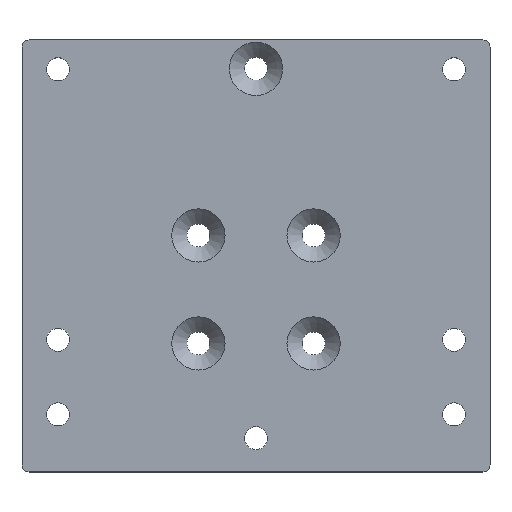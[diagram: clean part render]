
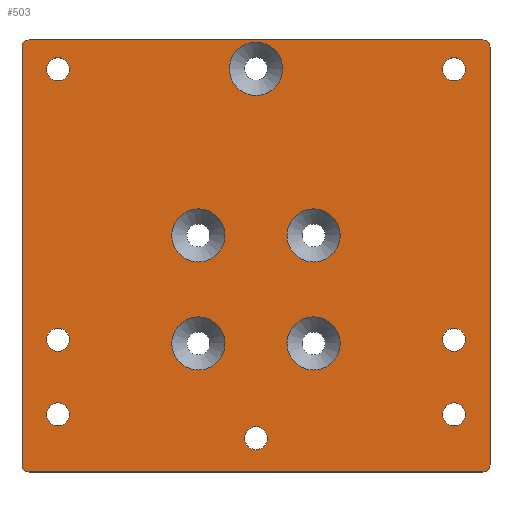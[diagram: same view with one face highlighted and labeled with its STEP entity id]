
A CAD part, top view. The second image highlights one B-rep face of the part: STEP entity #503.
In plain terms, the highlighted planar face has unit normal (0, 0, 1).
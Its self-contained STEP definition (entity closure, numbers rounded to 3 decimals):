
#31=FACE_BOUND('',#90,.T.);
#32=FACE_BOUND('',#91,.T.);
#33=FACE_BOUND('',#92,.T.);
#34=FACE_BOUND('',#93,.T.);
#35=FACE_BOUND('',#94,.T.);
#36=FACE_BOUND('',#95,.T.);
#37=FACE_BOUND('',#96,.T.);
#38=FACE_BOUND('',#97,.T.);
#39=FACE_BOUND('',#98,.T.);
#40=FACE_BOUND('',#99,.T.);
#41=FACE_BOUND('',#100,.T.);
#42=FACE_BOUND('',#101,.T.);
#55=PLANE('',#546);
#62=FACE_OUTER_BOUND('',#89,.T.);
#89=EDGE_LOOP('',(#361,#362,#363,#364,#365,#366,#367,#368));
#90=EDGE_LOOP('',(#369));
#91=EDGE_LOOP('',(#370));
#92=EDGE_LOOP('',(#371));
#93=EDGE_LOOP('',(#372));
#94=EDGE_LOOP('',(#373));
#95=EDGE_LOOP('',(#374));
#96=EDGE_LOOP('',(#375));
#97=EDGE_LOOP('',(#376));
#98=EDGE_LOOP('',(#377));
#99=EDGE_LOOP('',(#378));
#100=EDGE_LOOP('',(#379));
#101=EDGE_LOOP('',(#380));
#140=LINE('',#782,#173);
#141=LINE('',#786,#174);
#142=LINE('',#790,#175);
#143=LINE('',#793,#176);
#173=VECTOR('',#620,10.);
#174=VECTOR('',#623,10.);
#175=VECTOR('',#626,10.);
#176=VECTOR('',#629,10.);
#205=CIRCLE('',#544,3.7);
#207=CIRCLE('',#547,1.);
#208=CIRCLE('',#548,1.);
#209=CIRCLE('',#549,1.);
#210=CIRCLE('',#550,1.);
#211=CIRCLE('',#551,3.7);
#212=CIRCLE('',#552,3.7);
#213=CIRCLE('',#553,1.6);
#214=CIRCLE('',#554,1.6);
#215=CIRCLE('',#555,1.6);
#216=CIRCLE('',#556,1.6);
#217=CIRCLE('',#557,1.6);
#218=CIRCLE('',#558,1.6);
#219=CIRCLE('',#559,1.6);
#220=CIRCLE('',#560,3.7);
#221=CIRCLE('',#561,3.7);
#242=VERTEX_POINT('',#772);
#244=VERTEX_POINT('',#778);
#245=VERTEX_POINT('',#779);
#246=VERTEX_POINT('',#781);
#247=VERTEX_POINT('',#783);
#248=VERTEX_POINT('',#785);
#249=VERTEX_POINT('',#787);
#250=VERTEX_POINT('',#789);
#251=VERTEX_POINT('',#791);
#252=VERTEX_POINT('',#794);
#253=VERTEX_POINT('',#796);
#254=VERTEX_POINT('',#798);
#255=VERTEX_POINT('',#800);
#256=VERTEX_POINT('',#802);
#257=VERTEX_POINT('',#804);
#258=VERTEX_POINT('',#806);
#259=VERTEX_POINT('',#808);
#260=VERTEX_POINT('',#810);
#261=VERTEX_POINT('',#812);
#262=VERTEX_POINT('',#814);
#287=EDGE_CURVE('',#242,#242,#205,.T.);
#290=EDGE_CURVE('',#244,#245,#207,.T.);
#291=EDGE_CURVE('',#244,#246,#140,.T.);
#292=EDGE_CURVE('',#247,#246,#208,.T.);
#293=EDGE_CURVE('',#247,#248,#141,.T.);
#294=EDGE_CURVE('',#249,#248,#209,.T.);
#295=EDGE_CURVE('',#249,#250,#142,.T.);
#296=EDGE_CURVE('',#251,#250,#210,.T.);
#297=EDGE_CURVE('',#251,#245,#143,.T.);
#298=EDGE_CURVE('',#252,#252,#211,.T.);
#299=EDGE_CURVE('',#253,#253,#212,.T.);
#300=EDGE_CURVE('',#254,#254,#213,.T.);
#301=EDGE_CURVE('',#255,#255,#214,.T.);
#302=EDGE_CURVE('',#256,#256,#215,.T.);
#303=EDGE_CURVE('',#257,#257,#216,.T.);
#304=EDGE_CURVE('',#258,#258,#217,.T.);
#305=EDGE_CURVE('',#259,#259,#218,.T.);
#306=EDGE_CURVE('',#260,#260,#219,.T.);
#307=EDGE_CURVE('',#261,#261,#220,.T.);
#308=EDGE_CURVE('',#262,#262,#221,.T.);
#361=ORIENTED_EDGE('',*,*,#290,.F.);
#362=ORIENTED_EDGE('',*,*,#291,.T.);
#363=ORIENTED_EDGE('',*,*,#292,.F.);
#364=ORIENTED_EDGE('',*,*,#293,.T.);
#365=ORIENTED_EDGE('',*,*,#294,.F.);
#366=ORIENTED_EDGE('',*,*,#295,.T.);
#367=ORIENTED_EDGE('',*,*,#296,.F.);
#368=ORIENTED_EDGE('',*,*,#297,.T.);
#369=ORIENTED_EDGE('',*,*,#298,.F.);
#370=ORIENTED_EDGE('',*,*,#299,.F.);
#371=ORIENTED_EDGE('',*,*,#300,.T.);
#372=ORIENTED_EDGE('',*,*,#301,.T.);
#373=ORIENTED_EDGE('',*,*,#302,.T.);
#374=ORIENTED_EDGE('',*,*,#303,.T.);
#375=ORIENTED_EDGE('',*,*,#304,.F.);
#376=ORIENTED_EDGE('',*,*,#305,.F.);
#377=ORIENTED_EDGE('',*,*,#306,.F.);
#378=ORIENTED_EDGE('',*,*,#307,.F.);
#379=ORIENTED_EDGE('',*,*,#308,.F.);
#380=ORIENTED_EDGE('',*,*,#287,.F.);
#503=ADVANCED_FACE('',(#62,#31,#32,#33,#34,#35,#36,#37,#38,#39,#40,#41,
#42),#55,.T.);
#544=AXIS2_PLACEMENT_3D('',#773,#611,#612);
#546=AXIS2_PLACEMENT_3D('',#777,#616,#617);
#547=AXIS2_PLACEMENT_3D('',#780,#618,#619);
#548=AXIS2_PLACEMENT_3D('',#784,#621,#622);
#549=AXIS2_PLACEMENT_3D('',#788,#624,#625);
#550=AXIS2_PLACEMENT_3D('',#792,#627,#628);
#551=AXIS2_PLACEMENT_3D('',#795,#630,#631);
#552=AXIS2_PLACEMENT_3D('',#797,#632,#633);
#553=AXIS2_PLACEMENT_3D('',#799,#634,#635);
#554=AXIS2_PLACEMENT_3D('',#801,#636,#637);
#555=AXIS2_PLACEMENT_3D('',#803,#638,#639);
#556=AXIS2_PLACEMENT_3D('',#805,#640,#641);
#557=AXIS2_PLACEMENT_3D('',#807,#642,#643);
#558=AXIS2_PLACEMENT_3D('',#809,#644,#645);
#559=AXIS2_PLACEMENT_3D('',#811,#646,#647);
#560=AXIS2_PLACEMENT_3D('',#813,#648,#649);
#561=AXIS2_PLACEMENT_3D('',#815,#650,#651);
#611=DIRECTION('center_axis',(0.,0.,1.));
#612=DIRECTION('ref_axis',(-1.,0.,0.));
#616=DIRECTION('center_axis',(0.,0.,1.));
#617=DIRECTION('ref_axis',(-1.,0.,0.));
#618=DIRECTION('center_axis',(0.,0.,-1.));
#619=DIRECTION('ref_axis',(0.707,-0.707,0.));
#620=DIRECTION('',(0.,1.,0.));
#621=DIRECTION('center_axis',(0.,0.,-1.));
#622=DIRECTION('ref_axis',(0.707,0.707,0.));
#623=DIRECTION('',(-1.,0.,0.));
#624=DIRECTION('center_axis',(0.,0.,-1.));
#625=DIRECTION('ref_axis',(-0.707,0.707,0.));
#626=DIRECTION('',(0.,-1.,0.));
#627=DIRECTION('center_axis',(0.,0.,-1.));
#628=DIRECTION('ref_axis',(-0.707,-0.707,0.));
#629=DIRECTION('',(1.,0.,0.));
#630=DIRECTION('center_axis',(0.,0.,1.));
#631=DIRECTION('ref_axis',(-1.,0.,0.));
#632=DIRECTION('center_axis',(0.,0.,1.));
#633=DIRECTION('ref_axis',(-1.,0.,0.));
#634=DIRECTION('center_axis',(0.,0.,-1.));
#635=DIRECTION('ref_axis',(-1.,0.,0.));
#636=DIRECTION('center_axis',(0.,0.,-1.));
#637=DIRECTION('ref_axis',(1.,0.,0.));
#638=DIRECTION('center_axis',(0.,0.,-1.));
#639=DIRECTION('ref_axis',(1.,0.,0.));
#640=DIRECTION('center_axis',(0.,0.,-1.));
#641=DIRECTION('ref_axis',(1.,0.,0.));
#642=DIRECTION('center_axis',(0.,0.,1.));
#643=DIRECTION('ref_axis',(-1.,0.,0.));
#644=DIRECTION('center_axis',(0.,0.,1.));
#645=DIRECTION('ref_axis',(-1.,0.,0.));
#646=DIRECTION('center_axis',(0.,0.,1.));
#647=DIRECTION('ref_axis',(-1.,0.,0.));
#648=DIRECTION('center_axis',(0.,0.,1.));
#649=DIRECTION('ref_axis',(-1.,0.,0.));
#650=DIRECTION('center_axis',(0.,0.,1.));
#651=DIRECTION('ref_axis',(-1.,0.,0.));
#772=CARTESIAN_POINT('',(3.7,47.65,-10.));
#773=CARTESIAN_POINT('Origin',(0.,47.65,-10.));
#777=CARTESIAN_POINT('Origin',(0.,21.65,-10.));
#778=CARTESIAN_POINT('',(32.5,-7.35,-10.));
#779=CARTESIAN_POINT('',(31.5,-8.35,-10.));
#780=CARTESIAN_POINT('Origin',(31.5,-7.35,-10.));
#781=CARTESIAN_POINT('',(32.5,50.65,-10.));
#782=CARTESIAN_POINT('',(32.5,51.65,-10.));
#783=CARTESIAN_POINT('',(31.5,51.65,-10.));
#784=CARTESIAN_POINT('Origin',(31.5,50.65,-10.));
#785=CARTESIAN_POINT('',(-31.5,51.65,-10.));
#786=CARTESIAN_POINT('',(-32.5,51.65,-10.));
#787=CARTESIAN_POINT('',(-32.5,50.65,-10.));
#788=CARTESIAN_POINT('Origin',(-31.5,50.65,-10.));
#789=CARTESIAN_POINT('',(-32.5,-7.35,-10.));
#790=CARTESIAN_POINT('',(-32.5,-8.35,-10.));
#791=CARTESIAN_POINT('',(-31.5,-8.35,-10.));
#792=CARTESIAN_POINT('Origin',(-31.5,-7.35,-10.));
#793=CARTESIAN_POINT('',(32.5,-8.35,-10.));
#794=CARTESIAN_POINT('',(11.7,24.5,-10.));
#795=CARTESIAN_POINT('Origin',(8.,24.5,-10.));
#796=CARTESIAN_POINT('',(-4.3,9.5,-10.));
#797=CARTESIAN_POINT('Origin',(-8.,9.5,-10.));
#798=CARTESIAN_POINT('',(1.6,-3.65,-10.));
#799=CARTESIAN_POINT('Origin',(0.,-3.65,-10.));
#800=CARTESIAN_POINT('',(-29.1,10.,-10.));
#801=CARTESIAN_POINT('Origin',(-27.5,10.,-10.));
#802=CARTESIAN_POINT('',(-29.1,47.575,-10.));
#803=CARTESIAN_POINT('Origin',(-27.5,47.575,-10.));
#804=CARTESIAN_POINT('',(-29.1,-0.35,-10.));
#805=CARTESIAN_POINT('Origin',(-27.5,-0.35,-10.));
#806=CARTESIAN_POINT('',(29.1,47.575,-10.));
#807=CARTESIAN_POINT('Origin',(27.5,47.575,-10.));
#808=CARTESIAN_POINT('',(29.1,10.,-10.));
#809=CARTESIAN_POINT('Origin',(27.5,10.,-10.));
#810=CARTESIAN_POINT('',(29.1,-0.35,-10.));
#811=CARTESIAN_POINT('Origin',(27.5,-0.35,-10.));
#812=CARTESIAN_POINT('',(-4.3,24.5,-10.));
#813=CARTESIAN_POINT('Origin',(-8.,24.5,-10.));
#814=CARTESIAN_POINT('',(11.7,9.5,-10.));
#815=CARTESIAN_POINT('Origin',(8.,9.5,-10.));
